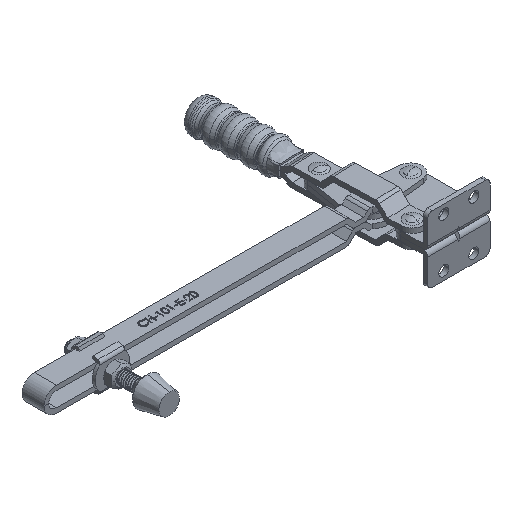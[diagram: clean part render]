
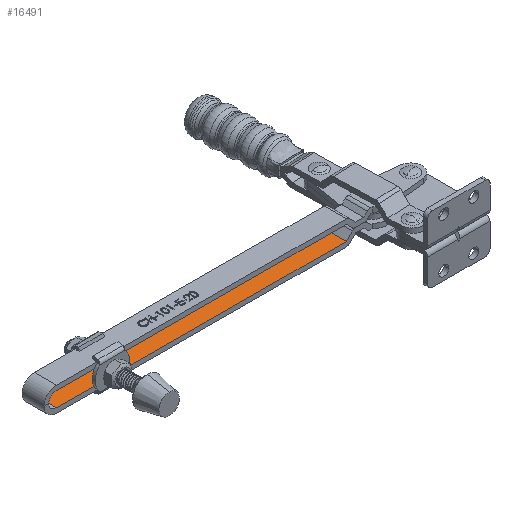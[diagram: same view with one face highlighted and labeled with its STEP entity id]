
A CAD part, isometric view. The second image highlights one B-rep face of the part: STEP entity #16491.
In plain terms, the highlighted face is planar.
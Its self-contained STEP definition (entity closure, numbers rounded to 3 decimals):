
#16424 = VERTEX_POINT ( 'NONE', #22511 ) ;
#16425 = VERTEX_POINT ( 'NONE', #22500 ) ;
#16431 = EDGE_CURVE ( 'NONE', #16432, #16439, #22497, .T. ) ;
#16432 = VERTEX_POINT ( 'NONE', #22546 ) ;
#16433 = ORIENTED_EDGE ( 'NONE', *, *, #16431, .F. ) ;
#16436 = EDGE_LOOP ( 'NONE', ( #16433, #16493, #16496, #16483 ) ) ;
#16439 = VERTEX_POINT ( 'NONE', #22538 ) ;
#16483 = ORIENTED_EDGE ( 'NONE', *, *, #16497, .F. ) ;
#16491 = ADVANCED_FACE ( 'NONE', ( #22639 ), #22642, .F. ) ;
#16492 = EDGE_CURVE ( 'NONE', #16425, #16432, #21889, .T. ) ;
#16493 = ORIENTED_EDGE ( 'NONE', *, *, #16492, .F. ) ;
#16494 = EDGE_CURVE ( 'NONE', #16425, #16424, #21631, .T. ) ;
#16496 = ORIENTED_EDGE ( 'NONE', *, *, #16494, .T. ) ;
#16497 = EDGE_CURVE ( 'NONE', #16439, #16424, #22103, .T. ) ;
#21606 = DIRECTION ( 'NONE',  ( 1., 0., 0. ) ) ;
#21630 = CARTESIAN_POINT ( 'NONE',  ( -237.861, 10.708, 20. ) ) ;
#21631 = LINE ( 'NONE', #21630, #22362 ) ;
#21888 = CARTESIAN_POINT ( 'NONE',  ( -54.898, 10.708, 17. ) ) ;
#21889 = LINE ( 'NONE', #21888, #22381 ) ;
#22102 = CARTESIAN_POINT ( 'NONE',  ( -54.898, 10.708, 3. ) ) ;
#22103 = LINE ( 'NONE', #22102, #22339 ) ;
#22339 = VECTOR ( 'NONE', #22361, 1000. ) ;
#22361 = DIRECTION ( 'NONE',  ( -1., 0., 0. ) ) ;
#22362 = VECTOR ( 'NONE', #22399, 1000. ) ;
#22381 = VECTOR ( 'NONE', #22404, 1000. ) ;
#22399 = DIRECTION ( 'NONE',  ( 0., 0., -1. ) ) ;
#22404 = DIRECTION ( 'NONE',  ( 1., 0., 0. ) ) ;
#22497 = LINE ( 'NONE', #22507, #22543 ) ;
#22500 = CARTESIAN_POINT ( 'NONE',  ( -237.861, 10.708, 17. ) ) ;
#22506 = DIRECTION ( 'NONE',  ( 0., 0., -1. ) ) ;
#22507 = CARTESIAN_POINT ( 'NONE',  ( -54.898, 10.708, 20. ) ) ;
#22511 = CARTESIAN_POINT ( 'NONE',  ( -237.861, 10.708, 3. ) ) ;
#22538 = CARTESIAN_POINT ( 'NONE',  ( -54.898, 10.708, 3. ) ) ;
#22543 = VECTOR ( 'NONE', #22506, 1000. ) ;
#22546 = CARTESIAN_POINT ( 'NONE',  ( -54.898, 10.708, 17. ) ) ;
#22634 = DIRECTION ( 'NONE',  ( 0., 1., 0. ) ) ;
#22635 = CARTESIAN_POINT ( 'NONE',  ( -54.898, 10.708, 20. ) ) ;
#22636 = AXIS2_PLACEMENT_3D ( 'NONE', #22635, #22634, #21606 ) ;
#22639 = FACE_OUTER_BOUND ( 'NONE', #16436, .T. ) ;
#22642 = PLANE ( 'NONE',  #22636 ) ;
